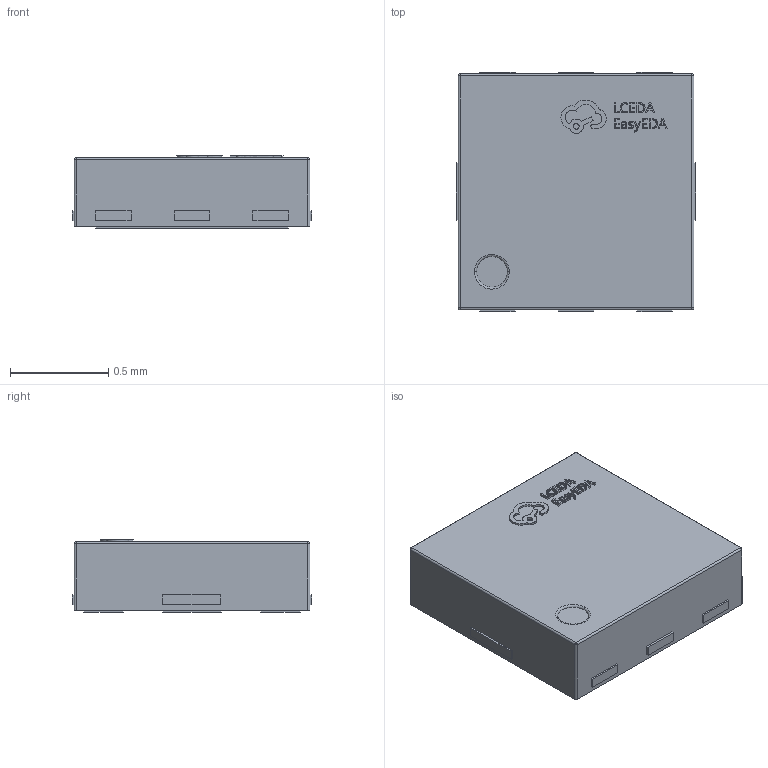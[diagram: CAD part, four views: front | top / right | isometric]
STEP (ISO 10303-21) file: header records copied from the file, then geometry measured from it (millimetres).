
FILE_DESCRIPTION (( 'STEP AP214' ), '1' );
FILE_NAME ('XDFN-6_L1.2-W1.2-H0.4-P0.4-BL-EP.step', '2022-06-30T14:16:40', ( '' ), ( '' ), 'SwSTEP 2.0', 'SolidWorks 2020', '' );
FILE_SCHEMA (( 'AUTOMOTIVE_DESIGN' ));
Length unit declared in the file: millimetre
Products named in the file (1): XDFN-6_L1.2-W1.2-H0.4-P0.4-BL-EP
Bounding box: 1.22 x 1.22 x 0.37 mm (x, y, z)
Volume: 0.5 mm3; surface area: 4.7 mm2
Topology: 1 solids, 1 shells, 380 faces, 1000 edges, 660 vertices
Faces by surface type: plane 254, bspline 112, cylinder 8, sphere 4, torus 2
Entity records: 16972 total; most frequent: CARTESIAN_POINT 4141, ORIENTED_EDGE 1992, DIRECTION 1328, EDGE_CURVE 996, LINE 746, VECTOR 746, VERTEX_POINT 660, EDGE_LOOP 422
